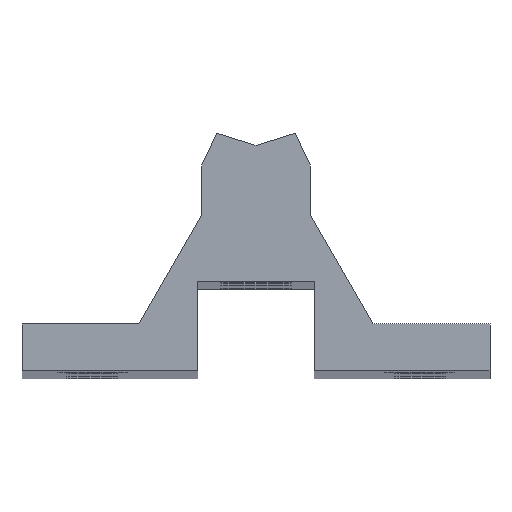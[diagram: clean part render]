
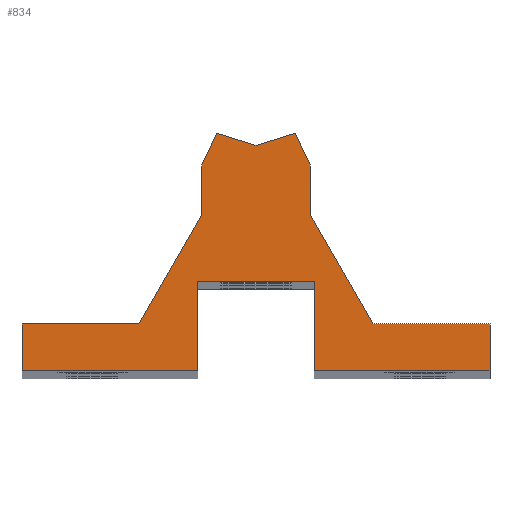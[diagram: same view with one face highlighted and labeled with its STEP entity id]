
A CAD part, top view. The second image highlights one B-rep face of the part: STEP entity #834.
In plain terms, the highlighted planar face has unit normal (0, 0, 1).
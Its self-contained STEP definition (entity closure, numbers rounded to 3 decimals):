
#14 = VECTOR ( 'NONE', #1282, 1000. ) ;
#20 = VERTEX_POINT ( 'NONE', #1329 ) ;
#23 = DIRECTION ( 'NONE',  ( 0., 1., 0. ) ) ;
#26 = VERTEX_POINT ( 'NONE', #1174 ) ;
#78 = CARTESIAN_POINT ( 'NONE',  ( 15., 3., 299.75 ) ) ;
#85 = CARTESIAN_POINT ( 'NONE',  ( 5.234, 27.544, 299.75 ) ) ;
#112 = CARTESIAN_POINT ( 'NONE',  ( -7.5, 8.5, 299.75 ) ) ;
#139 = CARTESIAN_POINT ( 'NONE',  ( -30., -3., 299.75 ) ) ;
#145 = DIRECTION ( 'NONE',  ( 0., -1., 0. ) ) ;
#154 = ORIENTED_EDGE ( 'NONE', *, *, #1325, .T. ) ;
#177 = CARTESIAN_POINT ( 'NONE',  ( -7., 23.255, 299.75 ) ) ;
#227 = DIRECTION ( 'NONE',  ( 0., 1., 0. ) ) ;
#231 = LINE ( 'NONE', #417, #798 ) ;
#235 = LINE ( 'NONE', #1938, #2099 ) ;
#242 = DIRECTION ( 'NONE',  ( 1., 0., 0. ) ) ;
#248 = LINE ( 'NONE', #1615, #2122 ) ;
#256 = CARTESIAN_POINT ( 'NONE',  ( 7., 16.856, 299.75 ) ) ;
#263 = VERTEX_POINT ( 'NONE', #78 ) ;
#288 = VERTEX_POINT ( 'NONE', #2148 ) ;
#289 = LINE ( 'NONE', #85, #1662 ) ;
#319 = ORIENTED_EDGE ( 'NONE', *, *, #351, .T. ) ;
#333 = ORIENTED_EDGE ( 'NONE', *, *, #791, .T. ) ;
#336 = LINE ( 'NONE', #112, #1849 ) ;
#350 = EDGE_CURVE ( 'NONE', #893, #288, #930, .T. ) ;
#351 = EDGE_CURVE ( 'NONE', #760, #1153, #248, .T. ) ;
#355 = LINE ( 'NONE', #177, #1993 ) ;
#356 = LINE ( 'NONE', #715, #1916 ) ;
#362 = VERTEX_POINT ( 'NONE', #1983 ) ;
#369 = DIRECTION ( 'NONE',  ( -0.5, -0.866, 0. ) ) ;
#375 = CARTESIAN_POINT ( 'NONE',  ( 5.03, 27.479, 299.75 ) ) ;
#381 = CARTESIAN_POINT ( 'NONE',  ( 7., 23.255, 299.75 ) ) ;
#417 = CARTESIAN_POINT ( 'NONE',  ( 15., 3., 299.75 ) ) ;
#439 = ORIENTED_EDGE ( 'NONE', *, *, #1784, .T. ) ;
#465 = VERTEX_POINT ( 'NONE', #256 ) ;
#480 = VERTEX_POINT ( 'NONE', #1280 ) ;
#486 = VECTOR ( 'NONE', #145, 1000. ) ;
#524 = VERTEX_POINT ( 'NONE', #687 ) ;
#539 = ORIENTED_EDGE ( 'NONE', *, *, #2111, .T. ) ;
#552 = ORIENTED_EDGE ( 'NONE', *, *, #722, .T. ) ;
#560 = CARTESIAN_POINT ( 'NONE',  ( -7., 23.255, 299.75 ) ) ;
#562 = ORIENTED_EDGE ( 'NONE', *, *, #1418, .F. ) ;
#587 = ORIENTED_EDGE ( 'NONE', *, *, #2132, .T. ) ;
#625 = VECTOR ( 'NONE', #227, 1000. ) ;
#637 = ORIENTED_EDGE ( 'NONE', *, *, #1714, .T. ) ;
#645 = LINE ( 'NONE', #1172, #2215 ) ;
#681 = VERTEX_POINT ( 'NONE', #1395 ) ;
#687 = CARTESIAN_POINT ( 'NONE',  ( 7., 23.255, 299.75 ) ) ;
#715 = CARTESIAN_POINT ( 'NONE',  ( 5., 27.544, 299.75 ) ) ;
#722 = EDGE_CURVE ( 'NONE', #681, #760, #235, .T. ) ;
#760 = VERTEX_POINT ( 'NONE', #1600 ) ;
#790 = VERTEX_POINT ( 'NONE', #1300 ) ;
#791 = EDGE_CURVE ( 'NONE', #2165, #26, #289, .T. ) ;
#795 = VECTOR ( 'NONE', #23, 1000. ) ;
#798 = VECTOR ( 'NONE', #1934, 1000. ) ;
#814 = CARTESIAN_POINT ( 'NONE',  ( 7.5, -3., 299.75 ) ) ;
#826 = ORIENTED_EDGE ( 'NONE', *, *, #350, .T. ) ;
#834 = ADVANCED_FACE ( 'NONE', ( #1438 ), #1964, .T. ) ;
#873 = ORIENTED_EDGE ( 'NONE', *, *, #1214, .T. ) ;
#893 = VERTEX_POINT ( 'NONE', #1630 ) ;
#902 = ORIENTED_EDGE ( 'NONE', *, *, #1951, .T. ) ;
#914 = DIRECTION ( 'NONE',  ( 0., 0., 1. ) ) ;
#919 = DIRECTION ( 'NONE',  ( -0.954, 0.301, 0. ) ) ;
#930 = LINE ( 'NONE', #1802, #14 ) ;
#937 = VECTOR ( 'NONE', #1947, 1000. ) ;
#954 = LINE ( 'NONE', #1098, #1386 ) ;
#970 = VECTOR ( 'NONE', #242, 1000. ) ;
#1044 = LINE ( 'NONE', #2075, #795 ) ;
#1068 = EDGE_CURVE ( 'NONE', #1369, #790, #1044, .T. ) ;
#1069 = CARTESIAN_POINT ( 'NONE',  ( -5.03, 27.479, 299.75 ) ) ;
#1087 = DIRECTION ( 'NONE',  ( -0.954, -0.301, 0. ) ) ;
#1098 = CARTESIAN_POINT ( 'NONE',  ( 0., 25.893, 299.75 ) ) ;
#1113 = ORIENTED_EDGE ( 'NONE', *, *, #1585, .F. ) ;
#1138 = EDGE_CURVE ( 'NONE', #524, #2165, #356, .T. ) ;
#1149 = CARTESIAN_POINT ( 'NONE',  ( -7.5, 8.5, 299.75 ) ) ;
#1153 = VERTEX_POINT ( 'NONE', #1597 ) ;
#1172 = CARTESIAN_POINT ( 'NONE',  ( -30., 3., 299.75 ) ) ;
#1174 = CARTESIAN_POINT ( 'NONE',  ( 0., 25.893, 299.75 ) ) ;
#1185 = LINE ( 'NONE', #1198, #1337 ) ;
#1198 = CARTESIAN_POINT ( 'NONE',  ( -30., 3., 299.75 ) ) ;
#1209 = DIRECTION ( 'NONE',  ( -0.423, -0.906, 0. ) ) ;
#1214 = EDGE_CURVE ( 'NONE', #2000, #20, #2159, .T. ) ;
#1280 = CARTESIAN_POINT ( 'NONE',  ( -7.5, 8.5, 299.75 ) ) ;
#1282 = DIRECTION ( 'NONE',  ( 0., 1., 0. ) ) ;
#1300 = CARTESIAN_POINT ( 'NONE',  ( 7.5, 8.5, 299.75 ) ) ;
#1325 = EDGE_CURVE ( 'NONE', #26, #1755, #954, .T. ) ;
#1329 = CARTESIAN_POINT ( 'NONE',  ( -7.5, -3., 299.75 ) ) ;
#1337 = VECTOR ( 'NONE', #1381, 1000. ) ;
#1369 = VERTEX_POINT ( 'NONE', #814 ) ;
#1381 = DIRECTION ( 'NONE',  ( -1., 0., 0. ) ) ;
#1386 = VECTOR ( 'NONE', #919, 1000. ) ;
#1395 = CARTESIAN_POINT ( 'NONE',  ( -7., 16.856, 299.75 ) ) ;
#1398 = EDGE_CURVE ( 'NONE', #1153, #2000, #645, .T. ) ;
#1418 = EDGE_CURVE ( 'NONE', #790, #480, #336, .T. ) ;
#1438 = FACE_OUTER_BOUND ( 'NONE', #2047, .T. ) ;
#1453 = DIRECTION ( 'NONE',  ( -1., 0., 0. ) ) ;
#1479 = DIRECTION ( 'NONE',  ( -1., 0., 0. ) ) ;
#1487 = LINE ( 'NONE', #1149, #486 ) ;
#1503 = LINE ( 'NONE', #139, #2214 ) ;
#1542 = CARTESIAN_POINT ( 'NONE',  ( -30., -3., 299.75 ) ) ;
#1585 = EDGE_CURVE ( 'NONE', #480, #20, #1487, .T. ) ;
#1597 = CARTESIAN_POINT ( 'NONE',  ( -30., 3., 299.75 ) ) ;
#1600 = CARTESIAN_POINT ( 'NONE',  ( -15., 3., 299.75 ) ) ;
#1605 = CARTESIAN_POINT ( 'NONE',  ( -30., -3., 299.75 ) ) ;
#1615 = CARTESIAN_POINT ( 'NONE',  ( -30., 3., 299.75 ) ) ;
#1630 = CARTESIAN_POINT ( 'NONE',  ( 30., -3., 299.75 ) ) ;
#1662 = VECTOR ( 'NONE', #1087, 1000. ) ;
#1682 = ORIENTED_EDGE ( 'NONE', *, *, #1398, .T. ) ;
#1714 = EDGE_CURVE ( 'NONE', #465, #524, #2067, .T. ) ;
#1722 = DIRECTION ( 'NONE',  ( -0.423, 0.906, 0. ) ) ;
#1755 = VERTEX_POINT ( 'NONE', #1069 ) ;
#1765 = ORIENTED_EDGE ( 'NONE', *, *, #1068, .F. ) ;
#1784 = EDGE_CURVE ( 'NONE', #1369, #893, #1503, .T. ) ;
#1791 = DIRECTION ( 'NONE',  ( 1., 0., 0. ) ) ;
#1802 = CARTESIAN_POINT ( 'NONE',  ( 30., 3., 299.75 ) ) ;
#1828 = DIRECTION ( 'NONE',  ( 1., 0., 0. ) ) ;
#1849 = VECTOR ( 'NONE', #1479, 1000. ) ;
#1870 = DIRECTION ( 'NONE',  ( 0., -1., 0. ) ) ;
#1916 = VECTOR ( 'NONE', #1722, 1000. ) ;
#1929 = EDGE_CURVE ( 'NONE', #288, #263, #1185, .T. ) ;
#1934 = DIRECTION ( 'NONE',  ( -0.5, 0.866, 0. ) ) ;
#1938 = CARTESIAN_POINT ( 'NONE',  ( -15., 3., 299.75 ) ) ;
#1947 = DIRECTION ( 'NONE',  ( 0., -1., 0. ) ) ;
#1951 = EDGE_CURVE ( 'NONE', #1755, #362, #355, .T. ) ;
#1964 = PLANE ( 'NONE',  #2027 ) ;
#1983 = CARTESIAN_POINT ( 'NONE',  ( -7., 23.255, 299.75 ) ) ;
#1984 = ORIENTED_EDGE ( 'NONE', *, *, #1138, .T. ) ;
#1992 = CARTESIAN_POINT ( 'NONE',  ( 0., 0., 299.75 ) ) ;
#1993 = VECTOR ( 'NONE', #1209, 1000. ) ;
#2000 = VERTEX_POINT ( 'NONE', #1542 ) ;
#2027 = AXIS2_PLACEMENT_3D ( 'NONE', #1992, #914, #1791 ) ;
#2047 = EDGE_LOOP ( 'NONE', ( #1765, #439, #826, #2085, #587, #637, #1984, #333, #154, #902, #539, #552, #319, #1682, #873, #1113, #562 ) ) ;
#2067 = LINE ( 'NONE', #381, #625 ) ;
#2075 = CARTESIAN_POINT ( 'NONE',  ( 7.5, 8.5, 299.75 ) ) ;
#2085 = ORIENTED_EDGE ( 'NONE', *, *, #1929, .T. ) ;
#2099 = VECTOR ( 'NONE', #369, 1000. ) ;
#2102 = LINE ( 'NONE', #560, #937 ) ;
#2111 = EDGE_CURVE ( 'NONE', #362, #681, #2102, .T. ) ;
#2122 = VECTOR ( 'NONE', #1453, 1000. ) ;
#2132 = EDGE_CURVE ( 'NONE', #263, #465, #231, .T. ) ;
#2148 = CARTESIAN_POINT ( 'NONE',  ( 30., 3., 299.75 ) ) ;
#2159 = LINE ( 'NONE', #1605, #970 ) ;
#2165 = VERTEX_POINT ( 'NONE', #375 ) ;
#2214 = VECTOR ( 'NONE', #1828, 1000. ) ;
#2215 = VECTOR ( 'NONE', #1870, 1000. ) ;
